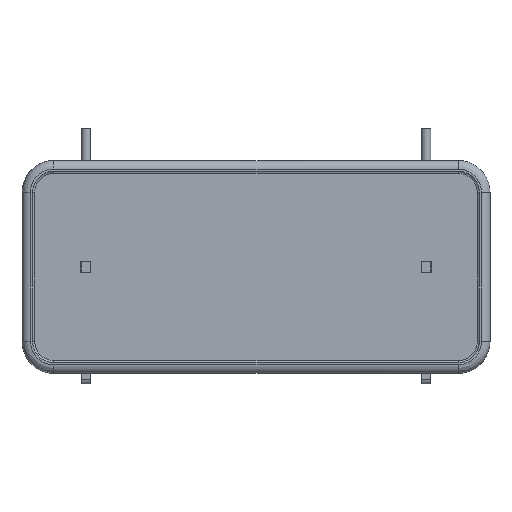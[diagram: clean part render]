
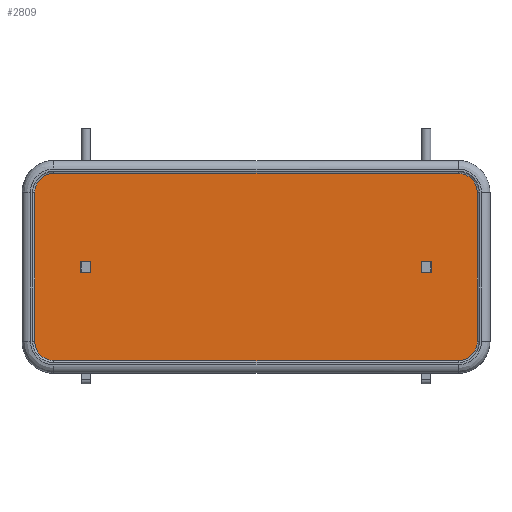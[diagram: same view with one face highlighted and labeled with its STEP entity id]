
A CAD part, top view. The second image highlights one B-rep face of the part: STEP entity #2809.
In plain terms, the highlighted free-form (B-spline) face has degree [1, 1] with [2, 2] control points.
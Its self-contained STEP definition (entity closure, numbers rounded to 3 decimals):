
#2809 = ADVANCED_FACE('',(#2810,#2872,#2902),#2932,.T.);
#2810 = FACE_BOUND('',#2811,.T.);
#2811 = EDGE_LOOP('',(#2812,#2821,#2829,#2836,#2844,#2851,#2859,#2866));
#2812 = ORIENTED_EDGE('',*,*,#2813,.T.);
#2813 = EDGE_CURVE('',#2814,#2816,#2818,.T.);
#2814 = VERTEX_POINT('',#2815);
#2815 = CARTESIAN_POINT('',(620.707,-122.551,
    415.367));
#2816 = VERTEX_POINT('',#2817);
#2817 = CARTESIAN_POINT('',(620.707,-29.91,
    415.367));
#2818 = B_SPLINE_CURVE_WITH_KNOTS('',1,(#2819,#2820),.UNSPECIFIED.,.F.,
  .F.,(2,2),(0.,70.),.PIECEWISE_BEZIER_KNOTS.);
#2819 = CARTESIAN_POINT('',(620.707,-122.551,
    415.367));
#2820 = CARTESIAN_POINT('',(620.707,-29.91,
    415.367));
#2821 = ORIENTED_EDGE('',*,*,#2822,.T.);
#2822 = EDGE_CURVE('',#2816,#2823,#2825,.T.);
#2823 = VERTEX_POINT('',#2824);
#2824 = CARTESIAN_POINT('',(608.797,-17.999,
    415.367));
#2825 = ( BOUNDED_CURVE() B_SPLINE_CURVE(2,(#2826,#2827,#2828),
.UNSPECIFIED.,.F.,.F.) B_SPLINE_CURVE_WITH_KNOTS((3,3),(0.,
1.571),.PIECEWISE_BEZIER_KNOTS.) CURVE() 
GEOMETRIC_REPRESENTATION_ITEM() RATIONAL_B_SPLINE_CURVE((1.,
0.707,1.)) REPRESENTATION_ITEM('') );
#2826 = CARTESIAN_POINT('',(620.707,-29.91,
    415.367));
#2827 = CARTESIAN_POINT('',(620.707,-17.999,
    415.367));
#2828 = CARTESIAN_POINT('',(608.797,-17.999,
    415.367));
#2829 = ORIENTED_EDGE('',*,*,#2830,.T.);
#2830 = EDGE_CURVE('',#2823,#2831,#2833,.T.);
#2831 = VERTEX_POINT('',#2832);
#2832 = CARTESIAN_POINT('',(357.343,-17.999,
    415.367));
#2833 = B_SPLINE_CURVE_WITH_KNOTS('',1,(#2834,#2835),.UNSPECIFIED.,.F.,
  .F.,(2,2),(0.,190.),.PIECEWISE_BEZIER_KNOTS.);
#2834 = CARTESIAN_POINT('',(608.797,-17.999,
    415.367));
#2835 = CARTESIAN_POINT('',(357.343,-17.999,
    415.367));
#2836 = ORIENTED_EDGE('',*,*,#2837,.T.);
#2837 = EDGE_CURVE('',#2831,#2838,#2840,.T.);
#2838 = VERTEX_POINT('',#2839);
#2839 = CARTESIAN_POINT('',(345.432,-29.91,
    415.367));
#2840 = ( BOUNDED_CURVE() B_SPLINE_CURVE(2,(#2841,#2842,#2843),
.UNSPECIFIED.,.F.,.F.) B_SPLINE_CURVE_WITH_KNOTS((3,3),(1.571,
3.142),.PIECEWISE_BEZIER_KNOTS.) CURVE() 
GEOMETRIC_REPRESENTATION_ITEM() RATIONAL_B_SPLINE_CURVE((1.,
0.707,1.)) REPRESENTATION_ITEM('') );
#2841 = CARTESIAN_POINT('',(357.343,-17.999,
    415.367));
#2842 = CARTESIAN_POINT('',(345.432,-17.999,
    415.367));
#2843 = CARTESIAN_POINT('',(345.432,-29.91,
    415.367));
#2844 = ORIENTED_EDGE('',*,*,#2845,.T.);
#2845 = EDGE_CURVE('',#2838,#2846,#2848,.T.);
#2846 = VERTEX_POINT('',#2847);
#2847 = CARTESIAN_POINT('',(345.432,-122.551,
    415.367));
#2848 = B_SPLINE_CURVE_WITH_KNOTS('',1,(#2849,#2850),.UNSPECIFIED.,.F.,
  .F.,(2,2),(0.,70.),.PIECEWISE_BEZIER_KNOTS.);
#2849 = CARTESIAN_POINT('',(345.432,-29.91,
    415.367));
#2850 = CARTESIAN_POINT('',(345.432,-122.551,
    415.367));
#2851 = ORIENTED_EDGE('',*,*,#2852,.T.);
#2852 = EDGE_CURVE('',#2846,#2853,#2855,.T.);
#2853 = VERTEX_POINT('',#2854);
#2854 = CARTESIAN_POINT('',(357.343,-134.462,
    415.367));
#2855 = ( BOUNDED_CURVE() B_SPLINE_CURVE(2,(#2856,#2857,#2858),
.UNSPECIFIED.,.F.,.F.) B_SPLINE_CURVE_WITH_KNOTS((3,3),(3.142,
4.712),.PIECEWISE_BEZIER_KNOTS.) CURVE() 
GEOMETRIC_REPRESENTATION_ITEM() RATIONAL_B_SPLINE_CURVE((1.,
0.707,1.)) REPRESENTATION_ITEM('') );
#2856 = CARTESIAN_POINT('',(345.432,-122.551,
    415.367));
#2857 = CARTESIAN_POINT('',(345.432,-134.462,
    415.367));
#2858 = CARTESIAN_POINT('',(357.343,-134.462,
    415.367));
#2859 = ORIENTED_EDGE('',*,*,#2860,.T.);
#2860 = EDGE_CURVE('',#2853,#2861,#2863,.T.);
#2861 = VERTEX_POINT('',#2862);
#2862 = CARTESIAN_POINT('',(608.797,-134.462,
    415.367));
#2863 = B_SPLINE_CURVE_WITH_KNOTS('',1,(#2864,#2865),.UNSPECIFIED.,.F.,
  .F.,(2,2),(0.,190.),.PIECEWISE_BEZIER_KNOTS.);
#2864 = CARTESIAN_POINT('',(357.343,-134.462,
    415.367));
#2865 = CARTESIAN_POINT('',(608.797,-134.462,
    415.367));
#2866 = ORIENTED_EDGE('',*,*,#2867,.T.);
#2867 = EDGE_CURVE('',#2861,#2814,#2868,.T.);
#2868 = ( BOUNDED_CURVE() B_SPLINE_CURVE(2,(#2869,#2870,#2871),
.UNSPECIFIED.,.F.,.F.) B_SPLINE_CURVE_WITH_KNOTS((3,3),(4.712,
6.283),.PIECEWISE_BEZIER_KNOTS.) CURVE() 
GEOMETRIC_REPRESENTATION_ITEM() RATIONAL_B_SPLINE_CURVE((1.,
0.707,1.)) REPRESENTATION_ITEM('') );
#2869 = CARTESIAN_POINT('',(608.797,-134.462,
    415.367));
#2870 = CARTESIAN_POINT('',(620.707,-134.462,
    415.367));
#2871 = CARTESIAN_POINT('',(620.707,-122.551,
    415.367));
#2872 = FACE_BOUND('',#2873,.T.);
#2873 = EDGE_LOOP('',(#2874,#2883,#2890,#2897));
#2874 = ORIENTED_EDGE('',*,*,#2875,.F.);
#2875 = EDGE_CURVE('',#2876,#2878,#2880,.T.);
#2876 = VERTEX_POINT('',#2877);
#2877 = CARTESIAN_POINT('',(380.238,-72.79,
    415.367));
#2878 = VERTEX_POINT('',#2879);
#2879 = CARTESIAN_POINT('',(374.15,-72.79,
    415.367));
#2880 = B_SPLINE_CURVE_WITH_KNOTS('',1,(#2881,#2882),.UNSPECIFIED.,.F.,
  .F.,(2,2),(0.,4.6),.PIECEWISE_BEZIER_KNOTS.);
#2881 = CARTESIAN_POINT('',(380.238,-72.79,
    415.367));
#2882 = CARTESIAN_POINT('',(374.15,-72.79,
    415.367));
#2883 = ORIENTED_EDGE('',*,*,#2884,.T.);
#2884 = EDGE_CURVE('',#2876,#2885,#2887,.T.);
#2885 = VERTEX_POINT('',#2886);
#2886 = CARTESIAN_POINT('',(380.238,-79.672,
    415.367));
#2887 = B_SPLINE_CURVE_WITH_KNOTS('',1,(#2888,#2889),.UNSPECIFIED.,.F.,
  .F.,(2,2),(0.,5.2),.PIECEWISE_BEZIER_KNOTS.);
#2888 = CARTESIAN_POINT('',(380.238,-72.79,
    415.367));
#2889 = CARTESIAN_POINT('',(380.238,-79.672,
    415.367));
#2890 = ORIENTED_EDGE('',*,*,#2891,.T.);
#2891 = EDGE_CURVE('',#2885,#2892,#2894,.T.);
#2892 = VERTEX_POINT('',#2893);
#2893 = CARTESIAN_POINT('',(374.15,-79.672,
    415.367));
#2894 = B_SPLINE_CURVE_WITH_KNOTS('',1,(#2895,#2896),.UNSPECIFIED.,.F.,
  .F.,(2,2),(0.,4.6),.PIECEWISE_BEZIER_KNOTS.);
#2895 = CARTESIAN_POINT('',(380.238,-79.672,
    415.367));
#2896 = CARTESIAN_POINT('',(374.15,-79.672,
    415.367));
#2897 = ORIENTED_EDGE('',*,*,#2898,.F.);
#2898 = EDGE_CURVE('',#2878,#2892,#2899,.T.);
#2899 = B_SPLINE_CURVE_WITH_KNOTS('',1,(#2900,#2901),.UNSPECIFIED.,.F.,
  .F.,(2,2),(0.,5.2),.PIECEWISE_BEZIER_KNOTS.);
#2900 = CARTESIAN_POINT('',(374.15,-72.79,
    415.367));
#2901 = CARTESIAN_POINT('',(374.15,-79.672,
    415.367));
#2902 = FACE_BOUND('',#2903,.T.);
#2903 = EDGE_LOOP('',(#2904,#2913,#2920,#2927));
#2904 = ORIENTED_EDGE('',*,*,#2905,.F.);
#2905 = EDGE_CURVE('',#2906,#2908,#2910,.T.);
#2906 = VERTEX_POINT('',#2907);
#2907 = CARTESIAN_POINT('',(585.901,-79.672,
    415.367));
#2908 = VERTEX_POINT('',#2909);
#2909 = CARTESIAN_POINT('',(591.989,-79.672,
    415.367));
#2910 = B_SPLINE_CURVE_WITH_KNOTS('',1,(#2911,#2912),.UNSPECIFIED.,.F.,
  .F.,(2,2),(0.,4.6),.PIECEWISE_BEZIER_KNOTS.);
#2911 = CARTESIAN_POINT('',(585.901,-79.672,
    415.367));
#2912 = CARTESIAN_POINT('',(591.989,-79.672,
    415.367));
#2913 = ORIENTED_EDGE('',*,*,#2914,.T.);
#2914 = EDGE_CURVE('',#2906,#2915,#2917,.T.);
#2915 = VERTEX_POINT('',#2916);
#2916 = CARTESIAN_POINT('',(585.901,-72.79,
    415.367));
#2917 = B_SPLINE_CURVE_WITH_KNOTS('',1,(#2918,#2919),.UNSPECIFIED.,.F.,
  .F.,(2,2),(0.,5.2),.PIECEWISE_BEZIER_KNOTS.);
#2918 = CARTESIAN_POINT('',(585.901,-79.672,
    415.367));
#2919 = CARTESIAN_POINT('',(585.901,-72.79,
    415.367));
#2920 = ORIENTED_EDGE('',*,*,#2921,.T.);
#2921 = EDGE_CURVE('',#2915,#2922,#2924,.T.);
#2922 = VERTEX_POINT('',#2923);
#2923 = CARTESIAN_POINT('',(591.989,-72.79,
    415.367));
#2924 = B_SPLINE_CURVE_WITH_KNOTS('',1,(#2925,#2926),.UNSPECIFIED.,.F.,
  .F.,(2,2),(0.,4.6),.PIECEWISE_BEZIER_KNOTS.);
#2925 = CARTESIAN_POINT('',(585.901,-72.79,
    415.367));
#2926 = CARTESIAN_POINT('',(591.989,-72.79,
    415.367));
#2927 = ORIENTED_EDGE('',*,*,#2928,.F.);
#2928 = EDGE_CURVE('',#2908,#2922,#2929,.T.);
#2929 = B_SPLINE_CURVE_WITH_KNOTS('',1,(#2930,#2931),.UNSPECIFIED.,.F.,
  .F.,(2,2),(0.,5.2),.PIECEWISE_BEZIER_KNOTS.);
#2930 = CARTESIAN_POINT('',(591.989,-79.672,
    415.367));
#2931 = CARTESIAN_POINT('',(591.989,-72.79,
    415.367));
#2932 = B_SPLINE_SURFACE_WITH_KNOTS('',1,1,(
    (#2933,#2934)
    ,(#2935,#2936
    )),.UNSPECIFIED.,.F.,.F.,.F.,(2,2),(2,2),(381.,589.),(-194.,-106.),
  .PIECEWISE_BEZIER_KNOTS.);
#2933 = CARTESIAN_POINT('',(345.432,-134.462,
    415.367));
#2934 = CARTESIAN_POINT('',(345.432,-17.999,
    415.367));
#2935 = CARTESIAN_POINT('',(620.707,-134.462,
    415.367));
#2936 = CARTESIAN_POINT('',(620.707,-17.999,
    415.367));
